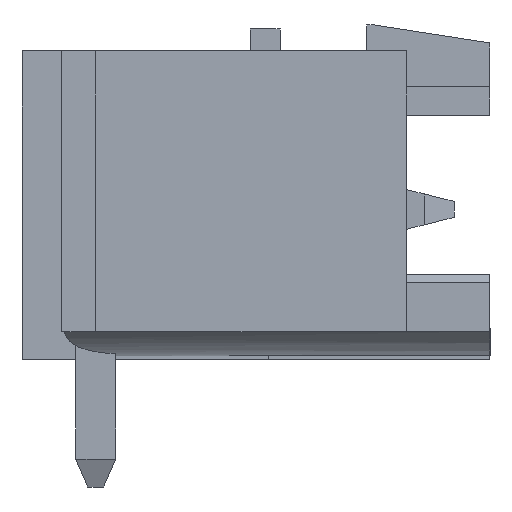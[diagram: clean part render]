
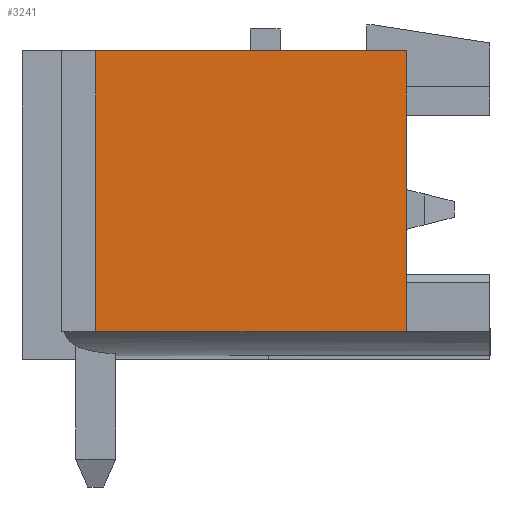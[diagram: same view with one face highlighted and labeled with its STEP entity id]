
A CAD part, left-side view. The second image highlights one B-rep face of the part: STEP entity #3241.
In plain terms, the highlighted planar face has unit normal (-1, 0, 0).
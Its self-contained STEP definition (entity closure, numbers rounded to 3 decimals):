
#3221=AXIS2_PLACEMENT_3D('Plane Axis2P3D',#3218,#3219,#3220) ;
#370=CARTESIAN_POINT('Vertex',(0.,9.9,10.95)) ;
#373=CARTESIAN_POINT('Line Origine',(0.,6.,10.95)) ;
#377=CARTESIAN_POINT('Vertex',(0.,2.1,10.95)) ;
#3203=CARTESIAN_POINT('Vertex',(0.,9.9,3.9)) ;
#3206=CARTESIAN_POINT('Line Origine',(0.,9.9,7.425)) ;
#3218=CARTESIAN_POINT('Axis2P3D Location',(0.,2.1,0.)) ;
#3223=CARTESIAN_POINT('Line Origine',(0.,6.,3.9)) ;
#3227=CARTESIAN_POINT('Vertex',(0.,2.1,3.9)) ;
#3230=CARTESIAN_POINT('Line Origine',(0.,2.1,7.425)) ;
#374=DIRECTION('Vector Direction',(0.,1.,0.)) ;
#3207=DIRECTION('Vector Direction',(0.,0.,1.)) ;
#3219=DIRECTION('Axis2P3D Direction',(1.,0.,0.)) ;
#3220=DIRECTION('Axis2P3D XDirection',(0.,1.,0.)) ;
#3224=DIRECTION('Vector Direction',(0.,1.,0.)) ;
#3231=DIRECTION('Vector Direction',(0.,0.,1.)) ;
#375=VECTOR('Line Direction',#374,1.) ;
#3208=VECTOR('Line Direction',#3207,1.) ;
#3225=VECTOR('Line Direction',#3224,1.) ;
#3232=VECTOR('Line Direction',#3231,1.) ;
#3236=ORIENTED_EDGE('',*,*,#3210,.F.) ;
#3237=ORIENTED_EDGE('',*,*,#3229,.T.) ;
#3238=ORIENTED_EDGE('',*,*,#3234,.T.) ;
#3239=ORIENTED_EDGE('',*,*,#379,.F.) ;
#3241=ADVANCED_FACE('Housing-B',(#3240),#3222,.F.) ;
#379=EDGE_CURVE('',#371,#378,#376,.F.) ;
#3210=EDGE_CURVE('',#3204,#371,#3209,.T.) ;
#3229=EDGE_CURVE('',#3204,#3228,#3226,.F.) ;
#3234=EDGE_CURVE('',#3228,#378,#3233,.T.) ;
#3235=EDGE_LOOP('',(#3236,#3237,#3238,#3239)) ;
#3240=FACE_OUTER_BOUND('',#3235,.T.) ;
#376=LINE('Line',#373,#375) ;
#3209=LINE('Line',#3206,#3208) ;
#3226=LINE('Line',#3223,#3225) ;
#3233=LINE('Line',#3230,#3232) ;
#3222=PLANE('',#3221) ;
#371=VERTEX_POINT('',#370) ;
#378=VERTEX_POINT('',#377) ;
#3204=VERTEX_POINT('',#3203) ;
#3228=VERTEX_POINT('',#3227) ;
